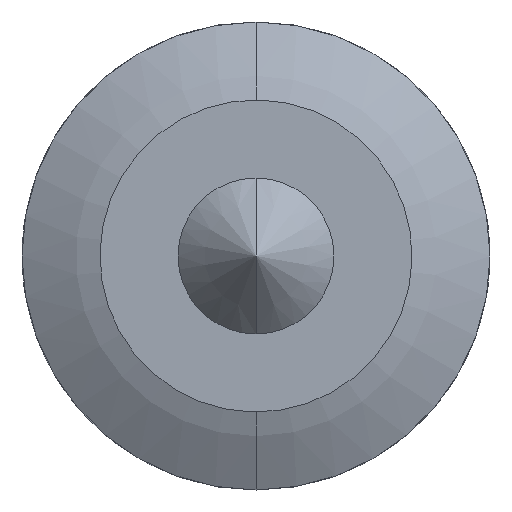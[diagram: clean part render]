
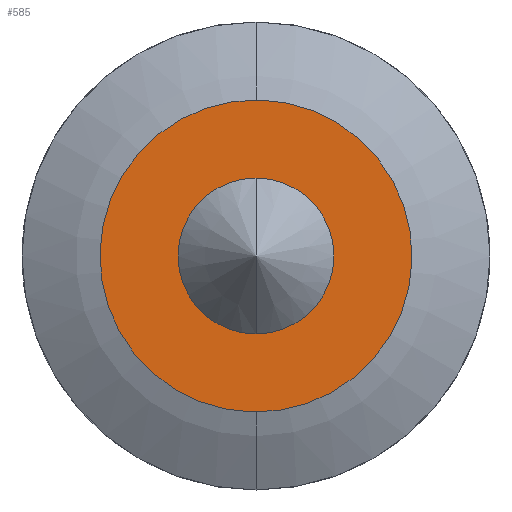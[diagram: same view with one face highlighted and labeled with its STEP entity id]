
A CAD part, front view. The second image highlights one B-rep face of the part: STEP entity #585.
In plain terms, the highlighted planar face has unit normal (0, -1, 0).
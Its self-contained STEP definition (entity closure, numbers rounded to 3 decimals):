
#41 = EDGE_CURVE ( 'NONE', #832, #845, #255, .T. ) ;
#142 = CARTESIAN_POINT ( 'NONE',  ( 0., 0., -5. ) ) ;
#143 = DIRECTION ( 'NONE',  ( 0., 1., 0. ) ) ;
#147 = DIRECTION ( 'NONE',  ( 0., 0., 1. ) ) ;
#148 = CARTESIAN_POINT ( 'NONE',  ( 0., 0., -2.25 ) ) ;
#150 = CARTESIAN_POINT ( 'NONE',  ( 0., 0., 5. ) ) ;
#151 = CARTESIAN_POINT ( 'NONE',  ( 0., 0., 2.25 ) ) ;
#186 = CARTESIAN_POINT ( 'NONE',  ( 0., 0., 0. ) ) ;
#222 = AXIS2_PLACEMENT_3D ( 'NONE', #396, #397, #398 ) ;
#255 = CIRCLE ( 'NONE', #222, 5. ) ;
#396 = CARTESIAN_POINT ( 'NONE',  ( 0., 0., 0. ) ) ;
#397 = DIRECTION ( 'NONE',  ( 0., 1., 0. ) ) ;
#398 = DIRECTION ( 'NONE',  ( 0., 0., 1. ) ) ;
#411 = FACE_BOUND ( 'NONE', #483, .T. ) ;
#412 = FACE_OUTER_BOUND ( 'NONE', #484, .T. ) ;
#483 = EDGE_LOOP ( 'NONE', ( #840, #843 ) ) ;
#484 = EDGE_LOOP ( 'NONE', ( #859, #862 ) ) ;
#585 = ADVANCED_FACE ( 'NONE', ( #412, #411 ), #926, .F. ) ;
#592 = EDGE_CURVE ( 'NONE', #845, #832, #779, .T. ) ;
#597 = EDGE_CURVE ( 'NONE', #831, #834, #812, .T. ) ;
#605 = EDGE_CURVE ( 'NONE', #834, #831, #802, .T. ) ;
#779 = CIRCLE ( 'NONE', #796, 5. ) ;
#793 = AXIS2_PLACEMENT_3D ( 'NONE', #186, #143, #147 ) ;
#796 = AXIS2_PLACEMENT_3D ( 'NONE', #930, #929, #928 ) ;
#797 = AXIS2_PLACEMENT_3D ( 'NONE', #924, #923, #919 ) ;
#802 = CIRCLE ( 'NONE', #793, 2.25 ) ;
#811 = AXIS2_PLACEMENT_3D ( 'NONE', #917, #916, #915 ) ;
#812 = CIRCLE ( 'NONE', #811, 2.25 ) ;
#831 = VERTEX_POINT ( 'NONE', #151 ) ;
#832 = VERTEX_POINT ( 'NONE', #150 ) ;
#834 = VERTEX_POINT ( 'NONE', #148 ) ;
#840 = ORIENTED_EDGE ( 'NONE', *, *, #605, .T. ) ;
#843 = ORIENTED_EDGE ( 'NONE', *, *, #597, .T. ) ;
#845 = VERTEX_POINT ( 'NONE', #142 ) ;
#859 = ORIENTED_EDGE ( 'NONE', *, *, #592, .F. ) ;
#862 = ORIENTED_EDGE ( 'NONE', *, *, #41, .F. ) ;
#915 = DIRECTION ( 'NONE',  ( 0., 0., 1. ) ) ;
#916 = DIRECTION ( 'NONE',  ( 0., 1., 0. ) ) ;
#917 = CARTESIAN_POINT ( 'NONE',  ( 0., 0., 0. ) ) ;
#919 = DIRECTION ( 'NONE',  ( 0., 0., 1. ) ) ;
#923 = DIRECTION ( 'NONE',  ( 0., 1., 0. ) ) ;
#924 = CARTESIAN_POINT ( 'NONE',  ( 0., 0., 0. ) ) ;
#926 = PLANE ( 'NONE',  #797 ) ;
#928 = DIRECTION ( 'NONE',  ( 0., 0., 1. ) ) ;
#929 = DIRECTION ( 'NONE',  ( 0., 1., 0. ) ) ;
#930 = CARTESIAN_POINT ( 'NONE',  ( 0., 0., 0. ) ) ;
